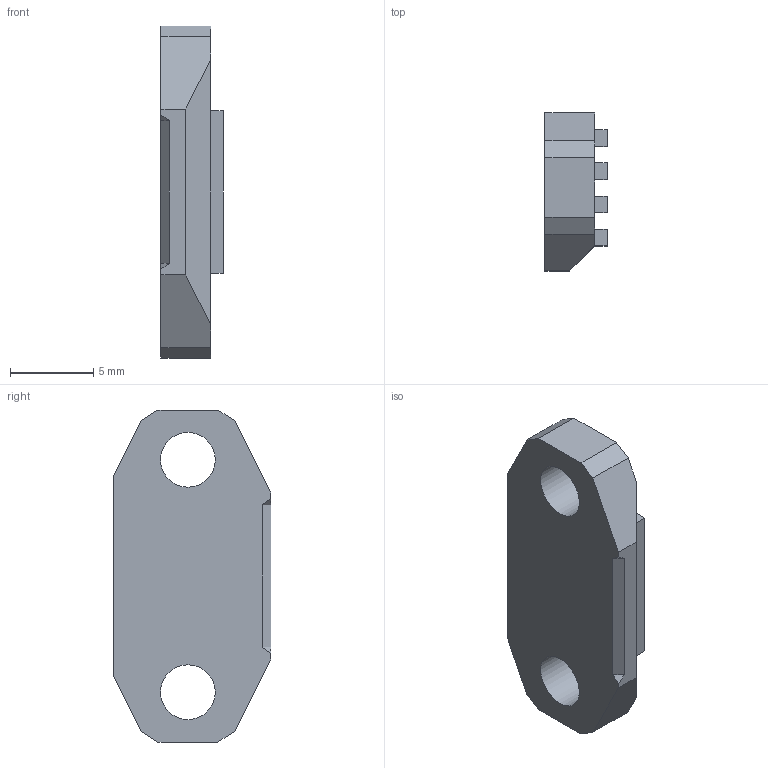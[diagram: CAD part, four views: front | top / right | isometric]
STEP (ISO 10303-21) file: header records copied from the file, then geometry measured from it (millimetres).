
FILE_DESCRIPTION(/* description */ ('face_belt_grabber'),/* implementation_level */ '2;1');
FILE_NAME(/* name */ 'face_belt_grabber .step',/* time_stamp */ '2022-06-29T00:39:54+08:00',/* author */ ('user'),/* organization */ (''),/* preprocessor_version */ 'ST-DEVELOPER v19',/* originating_system */ 'Autodesk Inventor 2023',/* authorisation */ '');
FILE_SCHEMA (('AUTOMOTIVE_DESIGN { 1 0 10303 214 3 1 1 }'));
Length unit declared in the file: millimetre
Products named in the file (1): face_belt_grabber 
Bounding box: 3.75 x 9.5 x 20 mm (x, y, z)
Volume: 469.3 mm3; surface area: 569.4 mm2
Topology: 1 solids, 1 shells, 40 faces, 103 edges, 68 vertices
Faces by surface type: plane 38, cylinder 2
Full cylindrical faces by diameter (mm): 3.3 x2
Entity records: 1255 total; most frequent: CARTESIAN_POINT 212, ORIENTED_EDGE 206, DIRECTION 189, EDGE_CURVE 103, LINE 99, VECTOR 99, VERTEX_POINT 68, EDGE_LOOP 47
